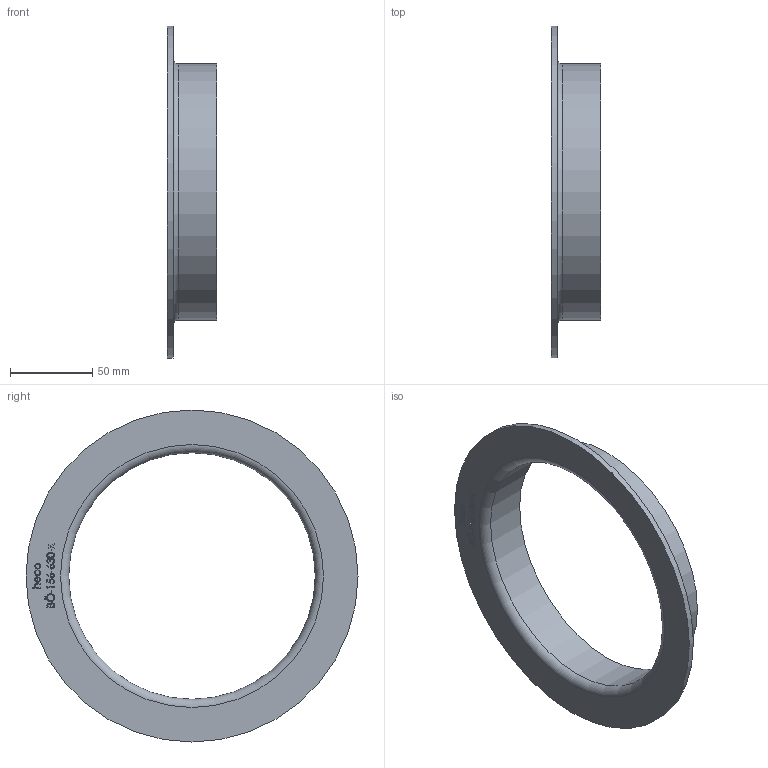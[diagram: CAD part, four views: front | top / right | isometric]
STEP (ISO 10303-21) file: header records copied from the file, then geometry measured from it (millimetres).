
FILE_DESCRIPTION (( 'STEP AP214' ), '1' );
FILE_NAME ('BÖ-156-630-x Vorschweissbördel 2010.STEP', '2020-10-14T07:20:57', ( '' ), ( '' ), 'SwSTEP 2.0', 'SolidWorks 2019', '' );
FILE_SCHEMA (( 'AUTOMOTIVE_DESIGN' ));
Length unit declared in the file: millimetre
Products named in the file (1): BÖ-156-630-x Vorschweissbördel 2010
Bounding box: 30 x 202 x 202 mm (x, y, z)
Volume: 86896.6 mm3; surface area: 56571 mm2
Topology: 1 solids, 1 shells, 210 faces, 542 edges, 361 vertices
Faces by surface type: bspline 109, plane 96, cylinder 3, torus 2
Full cylindrical faces by diameter (mm): 150 x1, 156 x1, 202 x1
Entity records: 14398 total; most frequent: CARTESIAN_POINT 7864, ORIENTED_EDGE 1072, EDGE_CURVE 536, DIRECTION 530, VERTEX_POINT 360, LINE 310, VECTOR 310, EDGE_LOOP 244
